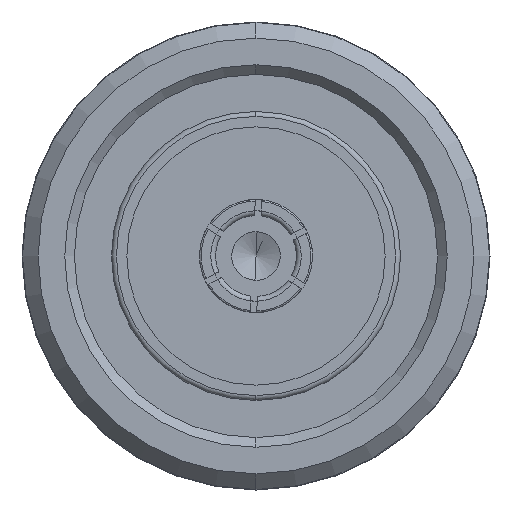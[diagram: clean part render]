
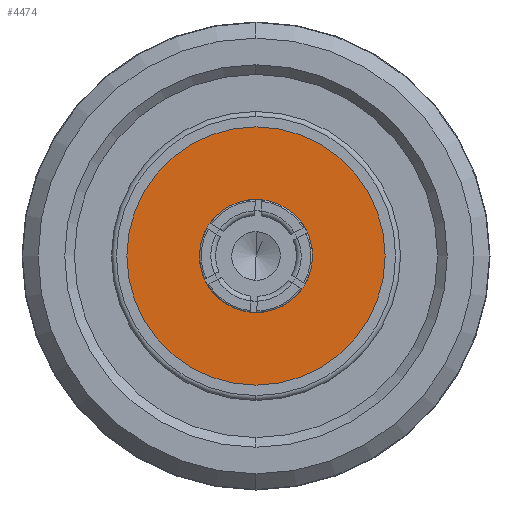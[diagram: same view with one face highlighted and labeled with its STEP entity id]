
A CAD part, left-side view. The second image highlights one B-rep face of the part: STEP entity #4474.
In plain terms, the highlighted planar face has unit normal (-1, 0, 0).
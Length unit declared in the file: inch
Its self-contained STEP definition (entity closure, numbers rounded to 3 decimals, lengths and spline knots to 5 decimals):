
#167 = AXIS2_PLACEMENT_3D ( 'NONE', #1846, #3271, #1495 ) ;
#377 = CARTESIAN_POINT ( 'NONE',  ( 0.4422, 0., 0. ) ) ;
#483 = CARTESIAN_POINT ( 'NONE',  ( 0.4422, 0., 0. ) ) ;
#549 = CIRCLE ( 'NONE', #1137, 0.31496 ) ;
#572 = DIRECTION ( 'NONE',  ( -1., 0., 0. ) ) ;
#630 = VERTEX_POINT ( 'NONE', #3515 ) ;
#755 = DIRECTION ( 'NONE',  ( 0., 0., -1. ) ) ;
#981 = DIRECTION ( 'NONE',  ( 0., 1., 0. ) ) ;
#1047 = EDGE_LOOP ( 'NONE', ( #2646, #3950 ) ) ;
#1078 = PLANE ( 'NONE',  #1652 ) ;
#1137 = AXIS2_PLACEMENT_3D ( 'NONE', #377, #1841, #1170 ) ;
#1170 = DIRECTION ( 'NONE',  ( 0., 0., -1. ) ) ;
#1252 = ORIENTED_EDGE ( 'NONE', *, *, #4050, .T. ) ;
#1495 = DIRECTION ( 'NONE',  ( 0., 0., -1. ) ) ;
#1652 = AXIS2_PLACEMENT_3D ( 'NONE', #3809, #3560, #981 ) ;
#1770 = VERTEX_POINT ( 'NONE', #2360 ) ;
#1841 = DIRECTION ( 'NONE',  ( -1., 0., 0. ) ) ;
#1846 = CARTESIAN_POINT ( 'NONE',  ( 0.4422, 0., 0. ) ) ;
#1913 = EDGE_LOOP ( 'NONE', ( #2447, #1252 ) ) ;
#2018 = DIRECTION ( 'NONE',  ( 0., 0., -1. ) ) ;
#2360 = CARTESIAN_POINT ( 'NONE',  ( 0.4422, 0., -0.31496 ) ) ;
#2447 = ORIENTED_EDGE ( 'NONE', *, *, #2896, .T. ) ;
#2622 = VERTEX_POINT ( 'NONE', #3517 ) ;
#2627 = AXIS2_PLACEMENT_3D ( 'NONE', #483, #3995, #755 ) ;
#2646 = ORIENTED_EDGE ( 'NONE', *, *, #4220, .F. ) ;
#2705 = VERTEX_POINT ( 'NONE', #4375 ) ;
#2845 = FACE_BOUND ( 'NONE', #1047, .T. ) ;
#2896 = EDGE_CURVE ( 'NONE', #630, #1770, #4434, .T. ) ;
#3271 = DIRECTION ( 'NONE',  ( -1., 0., 0. ) ) ;
#3363 = CIRCLE ( 'NONE', #2627, 0.1378 ) ;
#3413 = CARTESIAN_POINT ( 'NONE',  ( 0.4422, 0., 0. ) ) ;
#3515 = CARTESIAN_POINT ( 'NONE',  ( 0.4422, 0., 0.31496 ) ) ;
#3517 = CARTESIAN_POINT ( 'NONE',  ( 0.4422, -0.00612, 0.13766 ) ) ;
#3560 = DIRECTION ( 'NONE',  ( 1., 0., 0. ) ) ;
#3573 = CIRCLE ( 'NONE', #167, 0.1378 ) ;
#3809 = CARTESIAN_POINT ( 'NONE',  ( 0.4422, 0., 0. ) ) ;
#3950 = ORIENTED_EDGE ( 'NONE', *, *, #4559, .F. ) ;
#3995 = DIRECTION ( 'NONE',  ( -1., 0., 0. ) ) ;
#4050 = EDGE_CURVE ( 'NONE', #1770, #630, #549, .T. ) ;
#4131 = AXIS2_PLACEMENT_3D ( 'NONE', #3413, #572, #2018 ) ;
#4220 = EDGE_CURVE ( 'NONE', #2622, #2705, #3573, .T. ) ;
#4260 = FACE_OUTER_BOUND ( 'NONE', #1913, .T. ) ;
#4375 = CARTESIAN_POINT ( 'NONE',  ( 0.4422, 0.00612, -0.13766 ) ) ;
#4434 = CIRCLE ( 'NONE', #4131, 0.31496 ) ;
#4474 = ADVANCED_FACE ( 'NONE', ( #2845, #4260 ), #1078, .F. ) ;
#4559 = EDGE_CURVE ( 'NONE', #2705, #2622, #3363, .T. ) ;
